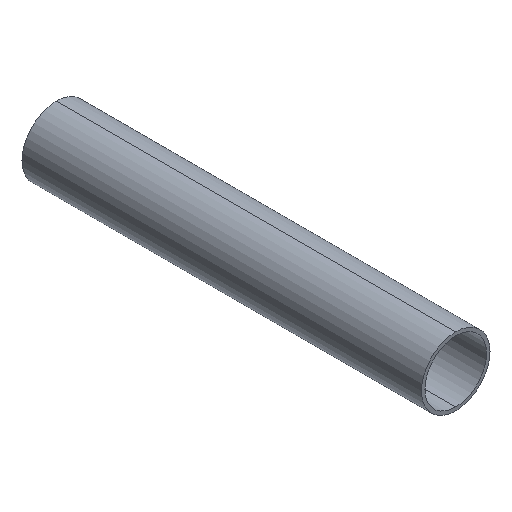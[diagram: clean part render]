
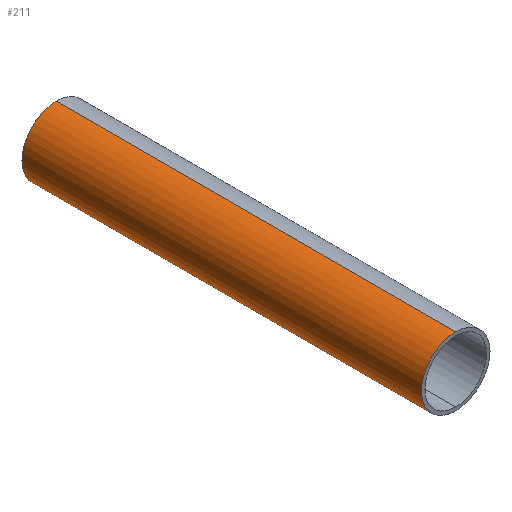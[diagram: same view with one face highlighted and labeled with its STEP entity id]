
A CAD part, isometric view. The second image highlights one B-rep face of the part: STEP entity #211.
In plain terms, the highlighted cylindrical face has radius 30 mm (diameter 60 mm), a partial arc.
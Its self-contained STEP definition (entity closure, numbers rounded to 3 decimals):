
#3 = DIRECTION ( 'NONE',  ( 0., -1., 0. ) ) ;
#11 = EDGE_LOOP ( 'NONE', ( #45, #59, #161, #26 ) ) ;
#12 = DIRECTION ( 'NONE',  ( 0., 0., -1. ) ) ;
#22 = CYLINDRICAL_SURFACE ( 'NONE', #85, 30. ) ;
#26 = ORIENTED_EDGE ( 'NONE', *, *, #107, .F. ) ;
#28 = CARTESIAN_POINT ( 'NONE',  ( 0., 350., -30. ) ) ;
#31 = DIRECTION ( 'NONE',  ( 0., -1., 0. ) ) ;
#32 = EDGE_CURVE ( 'NONE', #119, #89, #81, .T. ) ;
#33 = LINE ( 'NONE', #28, #96 ) ;
#34 = CARTESIAN_POINT ( 'NONE',  ( 0., 350., 0. ) ) ;
#45 = ORIENTED_EDGE ( 'NONE', *, *, #32, .F. ) ;
#57 = CARTESIAN_POINT ( 'NONE',  ( 0., 0., 30. ) ) ;
#59 = ORIENTED_EDGE ( 'NONE', *, *, #97, .F. ) ;
#60 = DIRECTION ( 'NONE',  ( 0., 0., -1. ) ) ;
#61 = FACE_OUTER_BOUND ( 'NONE', #11, .T. ) ;
#67 = VECTOR ( 'NONE', #3, 1000. ) ;
#81 = LINE ( 'NONE', #229, #67 ) ;
#85 = AXIS2_PLACEMENT_3D ( 'NONE', #124, #106, #60 ) ;
#89 = VERTEX_POINT ( 'NONE', #57 ) ;
#96 = VECTOR ( 'NONE', #123, 1000. ) ;
#97 = EDGE_CURVE ( 'NONE', #116, #119, #234, .T. ) ;
#100 = CIRCLE ( 'NONE', #143, 30. ) ;
#106 = DIRECTION ( 'NONE',  ( 0., -1., 0. ) ) ;
#107 = EDGE_CURVE ( 'NONE', #89, #198, #100, .T. ) ;
#116 = VERTEX_POINT ( 'NONE', #159 ) ;
#119 = VERTEX_POINT ( 'NONE', #121 ) ;
#121 = CARTESIAN_POINT ( 'NONE',  ( 0., 350., 30. ) ) ;
#123 = DIRECTION ( 'NONE',  ( 0., -1., 0. ) ) ;
#124 = CARTESIAN_POINT ( 'NONE',  ( 0., 350., 0. ) ) ;
#138 = DIRECTION ( 'NONE',  ( 0., 1., 0. ) ) ;
#142 = CARTESIAN_POINT ( 'NONE',  ( 0., 0., 0. ) ) ;
#143 = AXIS2_PLACEMENT_3D ( 'NONE', #142, #31, #12 ) ;
#144 = CARTESIAN_POINT ( 'NONE',  ( 0., 0., -30. ) ) ;
#159 = CARTESIAN_POINT ( 'NONE',  ( 0., 350., -30. ) ) ;
#161 = ORIENTED_EDGE ( 'NONE', *, *, #163, .T. ) ;
#163 = EDGE_CURVE ( 'NONE', #116, #198, #33, .T. ) ;
#195 = DIRECTION ( 'NONE',  ( 0., 0., -1. ) ) ;
#196 = AXIS2_PLACEMENT_3D ( 'NONE', #34, #138, #195 ) ;
#198 = VERTEX_POINT ( 'NONE', #144 ) ;
#211 = ADVANCED_FACE ( 'NONE', ( #61 ), #22, .T. ) ;
#229 = CARTESIAN_POINT ( 'NONE',  ( 0., 350., 30. ) ) ;
#234 = CIRCLE ( 'NONE', #196, 30. ) ;
